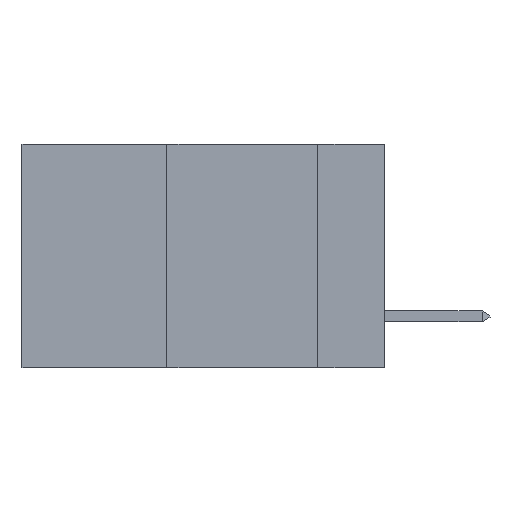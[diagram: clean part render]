
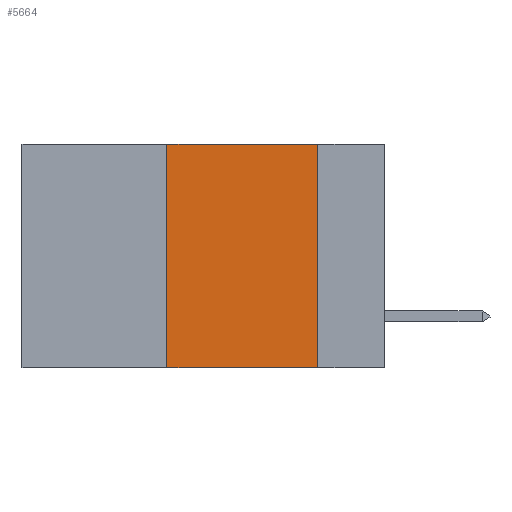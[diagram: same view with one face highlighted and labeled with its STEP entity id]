
A CAD part, left-side view. The second image highlights one B-rep face of the part: STEP entity #5664.
In plain terms, the highlighted planar face has unit normal (-1, 0, 0).
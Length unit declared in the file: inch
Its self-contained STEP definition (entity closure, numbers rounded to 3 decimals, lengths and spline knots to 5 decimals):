
#219 = FACE_OUTER_BOUND ( 'NONE', #2026, .T. ) ;
#1186 = LINE ( 'NONE', #1604, #10951 ) ;
#1443 = DIRECTION ( 'NONE',  ( 0., 0., -1. ) ) ;
#1539 = CARTESIAN_POINT ( 'NONE',  ( 0., 0.6, -0.37 ) ) ;
#1604 = CARTESIAN_POINT ( 'NONE',  ( 0., 0.11, 0. ) ) ;
#2026 = EDGE_LOOP ( 'NONE', ( #8462, #10530, #10575, #6476 ) ) ;
#2362 = LINE ( 'NONE', #8722, #11989 ) ;
#3963 = EDGE_CURVE ( 'NONE', #5486, #6341, #1186, .T. ) ;
#4501 = DIRECTION ( 'NONE',  ( 0., -1., 0. ) ) ;
#4542 = LINE ( 'NONE', #1539, #6458 ) ;
#4901 = VERTEX_POINT ( 'NONE', #6788 ) ;
#4981 = CARTESIAN_POINT ( 'NONE',  ( 0., 0.36, -0.37 ) ) ;
#5486 = VERTEX_POINT ( 'NONE', #11022 ) ;
#5537 = CARTESIAN_POINT ( 'NONE',  ( 0., 0.6, 0. ) ) ;
#5664 = ADVANCED_FACE ( 'NONE', ( #219 ), #6023, .F. ) ;
#5811 = EDGE_CURVE ( 'NONE', #9802, #4901, #8174, .T. ) ;
#5980 = VECTOR ( 'NONE', #8675, 39.37008 ) ;
#5985 = DIRECTION ( 'NONE',  ( 0., 0., -1. ) ) ;
#6000 = DIRECTION ( 'NONE',  ( 1., 0., 0. ) ) ;
#6023 = PLANE ( 'NONE',  #10828 ) ;
#6341 = VERTEX_POINT ( 'NONE', #8772 ) ;
#6458 = VECTOR ( 'NONE', #4501, 39.37008 ) ;
#6476 = ORIENTED_EDGE ( 'NONE', *, *, #9366, .T. ) ;
#6788 = CARTESIAN_POINT ( 'NONE',  ( 0., 0.36, 0. ) ) ;
#7255 = CARTESIAN_POINT ( 'NONE',  ( 0., 0.36, 0. ) ) ;
#8174 = LINE ( 'NONE', #7255, #5980 ) ;
#8462 = ORIENTED_EDGE ( 'NONE', *, *, #3963, .F. ) ;
#8675 = DIRECTION ( 'NONE',  ( 0., 0., 1. ) ) ;
#8722 = CARTESIAN_POINT ( 'NONE',  ( 0., 0.6, 0. ) ) ;
#8772 = CARTESIAN_POINT ( 'NONE',  ( 0., 0.11, -0.37 ) ) ;
#9033 = EDGE_CURVE ( 'NONE', #4901, #5486, #2362, .T. ) ;
#9366 = EDGE_CURVE ( 'NONE', #9802, #6341, #4542, .T. ) ;
#9802 = VERTEX_POINT ( 'NONE', #4981 ) ;
#10530 = ORIENTED_EDGE ( 'NONE', *, *, #9033, .F. ) ;
#10553 = DIRECTION ( 'NONE',  ( 0., -1., 0. ) ) ;
#10575 = ORIENTED_EDGE ( 'NONE', *, *, #5811, .F. ) ;
#10828 = AXIS2_PLACEMENT_3D ( 'NONE', #5537, #6000, #5985 ) ;
#10951 = VECTOR ( 'NONE', #1443, 39.37008 ) ;
#11022 = CARTESIAN_POINT ( 'NONE',  ( 0., 0.11, 0. ) ) ;
#11989 = VECTOR ( 'NONE', #10553, 39.37008 ) ;
